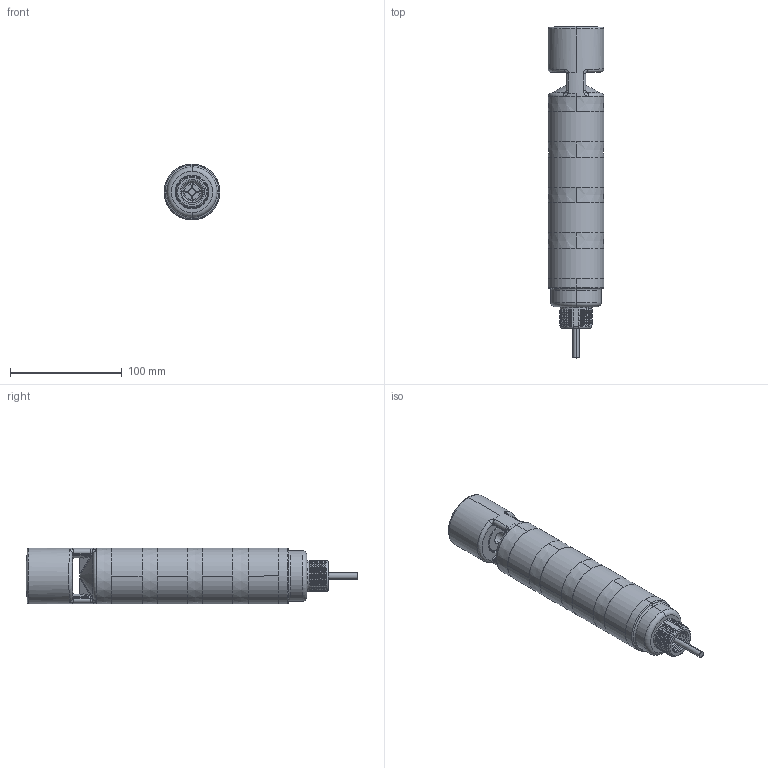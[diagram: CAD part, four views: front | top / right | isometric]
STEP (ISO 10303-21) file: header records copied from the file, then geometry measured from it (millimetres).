
FILE_DESCRIPTION((''),'2;1');
FILE_NAME('169562_SM01_ASM','2025-06-09T10:54:37',('banengservice'),('BANNER ENGINEERING'),'CREO PARAMETRIC BY PTC INC, 2022414','CREO PARAMETRIC BY PTC INC, 2022414','');
FILE_SCHEMA(('CONFIG_CONTROL_DESIGN'));
Length unit declared in the file: millimetre
Products named in the file (2): 169562_EP01; 169562_SM01_ASM
Assembly tree (1 placements, depth 2):
  169562_SM01_ASM
    169562_EP01
Bounding box: 50 x 297.12 x 50 mm (x, y, z)
Volume: 465350.7 mm3; surface area: 52163.4 mm2
Topology: 1 solids, 1 shells, 344 faces, 865 edges, 538 vertices
Faces by surface type: bspline 157, cylinder 108, plane 41, torus 20, cone 16, sphere 2
Entity records: 20390 total; most frequent: CARTESIAN_POINT 13280, ORIENTED_EDGE 1726, DIRECTION 1067, EDGE_CURVE 863, VERTEX_POINT 538, AXIS2_PLACEMENT_3D 413, B_SPLINE_CURVE_WITH_KNOTS 399, EDGE_LOOP 363
